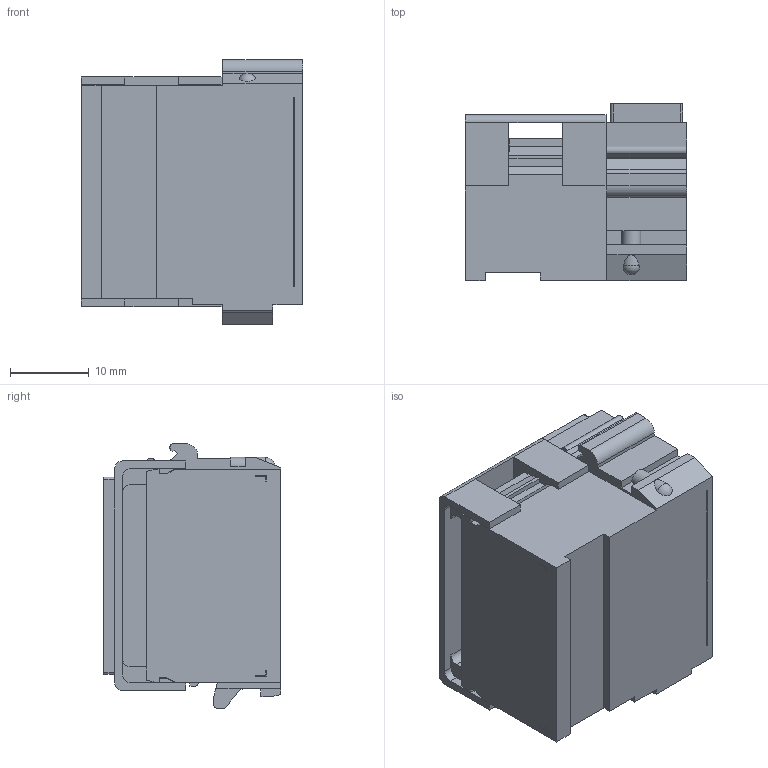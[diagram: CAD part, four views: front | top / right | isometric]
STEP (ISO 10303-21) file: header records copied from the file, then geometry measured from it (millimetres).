
FILE_DESCRIPTION((''),'2;1');
FILE_NAME('00176501699','2020-09-01T',('presta_be4'),(''),'CREO PARAMETRIC BY PTC INC, 2018360','CREO PARAMETRIC BY PTC INC, 2018360','');
FILE_SCHEMA(('CONFIG_CONTROL_DESIGN'));
Products named in the file (1): 00176501699
Bounding box: 28 x 22.45 x 33.55 mm (x, y, z)
Volume: 10358.1 mm3; surface area: 12392.1 mm2
Topology: 15 solids, 15 shells, 2823 faces, 6883 edges, 4369 vertices
Faces by surface type: plane 1648, cylinder 494, cone 384, torus 296, sphere 1
Entity records: 84231 total; most frequent: CARTESIAN_POINT 16272, DIRECTION 14678, ORIENTED_EDGE 13718, EDGE_CURVE 6859, AXIS2_PLACEMENT_3D 5382, VERTEX_POINT 4369, VECTOR 3914, LINE 3914
